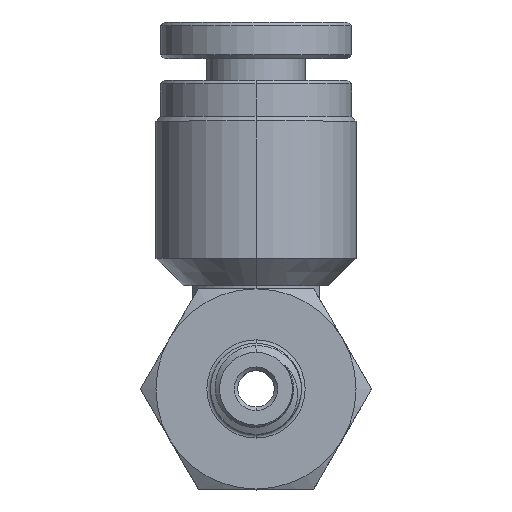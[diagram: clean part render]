
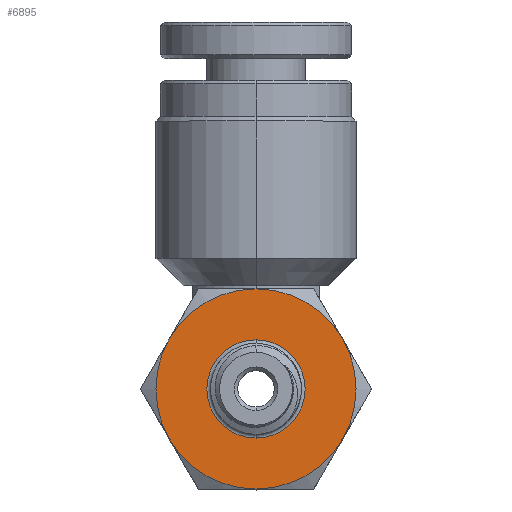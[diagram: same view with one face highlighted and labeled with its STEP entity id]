
A CAD part, top view. The second image highlights one B-rep face of the part: STEP entity #6895.
In plain terms, the highlighted planar face has unit normal (0, 0, 1).
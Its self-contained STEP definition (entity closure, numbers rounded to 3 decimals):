
#490 = VERTEX_POINT ( 'NONE', #7401 ) ;
#1590 = EDGE_CURVE ( 'NONE', #7124, #17222, #22701, .T. ) ;
#1879 = EDGE_LOOP ( 'NONE', ( #33173, #8417, #7091, #15938, #15435, #19383 ) ) ;
#2427 = PLANE ( 'NONE',  #8253 ) ;
#2595 = CARTESIAN_POINT ( 'NONE',  ( 4.763, 2.75, 10.76 ) ) ;
#2605 = AXIS2_PLACEMENT_3D ( 'NONE', #13528, #31572, #16154 ) ;
#3113 = EDGE_CURVE ( 'NONE', #490, #9730, #28753, .T. ) ;
#3739 = CIRCLE ( 'NONE', #25960, 5.5 ) ;
#3895 = VERTEX_POINT ( 'NONE', #21891 ) ;
#3975 = DIRECTION ( 'NONE',  ( 0., 0., -1. ) ) ;
#4648 = DIRECTION ( 'NONE',  ( 0., 0., -1. ) ) ;
#5011 = DIRECTION ( 'NONE',  ( 0., 0., -1. ) ) ;
#5095 = EDGE_LOOP ( 'NONE', ( #27178, #7754 ) ) ;
#6429 = CARTESIAN_POINT ( 'NONE',  ( 0., 2.7, 10.76 ) ) ;
#6895 = ADVANCED_FACE ( 'NONE', ( #12075, #19008 ), #2427, .F. ) ;
#7091 = ORIENTED_EDGE ( 'NONE', *, *, #11357, .F. ) ;
#7124 = VERTEX_POINT ( 'NONE', #29435 ) ;
#7401 = CARTESIAN_POINT ( 'NONE',  ( 0., 5.5, 10.76 ) ) ;
#7754 = ORIENTED_EDGE ( 'NONE', *, *, #1590, .T. ) ;
#7875 = CARTESIAN_POINT ( 'NONE',  ( 0., 0., 10.76 ) ) ;
#8253 = AXIS2_PLACEMENT_3D ( 'NONE', #31126, #15691, #33722 ) ;
#8417 = ORIENTED_EDGE ( 'NONE', *, *, #25052, .F. ) ;
#9284 = DIRECTION ( 'NONE',  ( 0., 0., -1. ) ) ;
#9730 = VERTEX_POINT ( 'NONE', #2595 ) ;
#9891 = CIRCLE ( 'NONE', #24766, 2.7 ) ;
#10486 = DIRECTION ( 'NONE',  ( 0., 0., 1. ) ) ;
#10512 = DIRECTION ( 'NONE',  ( 0., 1., 0. ) ) ;
#10992 = EDGE_CURVE ( 'NONE', #9730, #13984, #31321, .T. ) ;
#11357 = EDGE_CURVE ( 'NONE', #20105, #3895, #18784, .T. ) ;
#12075 = FACE_BOUND ( 'NONE', #5095, .T. ) ;
#12886 = CIRCLE ( 'NONE', #2605, 5.5 ) ;
#13528 = CARTESIAN_POINT ( 'NONE',  ( 0., 0., 10.76 ) ) ;
#13984 = VERTEX_POINT ( 'NONE', #28078 ) ;
#14054 = CARTESIAN_POINT ( 'NONE',  ( 0., 0., 10.76 ) ) ;
#15252 = EDGE_CURVE ( 'NONE', #17222, #7124, #9891, .T. ) ;
#15431 = AXIS2_PLACEMENT_3D ( 'NONE', #20373, #4648, #22962 ) ;
#15435 = ORIENTED_EDGE ( 'NONE', *, *, #17771, .T. ) ;
#15593 = AXIS2_PLACEMENT_3D ( 'NONE', #24903, #9284, #27468 ) ;
#15691 = DIRECTION ( 'NONE',  ( 0., 0., -1. ) ) ;
#15786 = AXIS2_PLACEMENT_3D ( 'NONE', #19696, #3975, #22289 ) ;
#15938 = ORIENTED_EDGE ( 'NONE', *, *, #31346, .F. ) ;
#16154 = DIRECTION ( 'NONE',  ( 0., 1., 0. ) ) ;
#16655 = DIRECTION ( 'NONE',  ( 0., 1., 0. ) ) ;
#17222 = VERTEX_POINT ( 'NONE', #6429 ) ;
#17771 = EDGE_CURVE ( 'NONE', #29071, #13984, #3739, .T. ) ;
#18784 = CIRCLE ( 'NONE', #27156, 5.5 ) ;
#18997 = CARTESIAN_POINT ( 'NONE',  ( 0., -5.5, 10.76 ) ) ;
#19008 = FACE_OUTER_BOUND ( 'NONE', #1879, .T. ) ;
#19383 = ORIENTED_EDGE ( 'NONE', *, *, #10992, .F. ) ;
#19696 = CARTESIAN_POINT ( 'NONE',  ( 0., 0., 10.76 ) ) ;
#20105 = VERTEX_POINT ( 'NONE', #28324 ) ;
#20373 = CARTESIAN_POINT ( 'NONE',  ( 0., 0., 10.76 ) ) ;
#20726 = CARTESIAN_POINT ( 'NONE',  ( 0., 0., 10.76 ) ) ;
#21891 = CARTESIAN_POINT ( 'NONE',  ( -4.763, 2.75, 10.76 ) ) ;
#22289 = DIRECTION ( 'NONE',  ( 0., 1., 0. ) ) ;
#22701 = CIRCLE ( 'NONE', #15593, 2.7 ) ;
#22962 = DIRECTION ( 'NONE',  ( 0., 1., 0. ) ) ;
#23311 = DIRECTION ( 'NONE',  ( 0., 1., 0. ) ) ;
#24639 = CIRCLE ( 'NONE', #15786, 5.5 ) ;
#24766 = AXIS2_PLACEMENT_3D ( 'NONE', #7875, #26092, #10512 ) ;
#24903 = CARTESIAN_POINT ( 'NONE',  ( 0., 0., 10.76 ) ) ;
#25052 = EDGE_CURVE ( 'NONE', #3895, #490, #24639, .T. ) ;
#25960 = AXIS2_PLACEMENT_3D ( 'NONE', #26072, #10486, #28641 ) ;
#26072 = CARTESIAN_POINT ( 'NONE',  ( 0., 0., 10.76 ) ) ;
#26092 = DIRECTION ( 'NONE',  ( 0., 0., -1. ) ) ;
#27156 = AXIS2_PLACEMENT_3D ( 'NONE', #20726, #5011, #23311 ) ;
#27178 = ORIENTED_EDGE ( 'NONE', *, *, #15252, .T. ) ;
#27468 = DIRECTION ( 'NONE',  ( 0., 1., 0. ) ) ;
#28078 = CARTESIAN_POINT ( 'NONE',  ( 4.763, -2.75, 10.76 ) ) ;
#28324 = CARTESIAN_POINT ( 'NONE',  ( -4.763, -2.75, 10.76 ) ) ;
#28441 = AXIS2_PLACEMENT_3D ( 'NONE', #14054, #32090, #16655 ) ;
#28641 = DIRECTION ( 'NONE',  ( 0., -1., 0. ) ) ;
#28753 = CIRCLE ( 'NONE', #15431, 5.5 ) ;
#29071 = VERTEX_POINT ( 'NONE', #18997 ) ;
#29435 = CARTESIAN_POINT ( 'NONE',  ( 0., -2.7, 10.76 ) ) ;
#31126 = CARTESIAN_POINT ( 'NONE',  ( 0., 0., 10.76 ) ) ;
#31321 = CIRCLE ( 'NONE', #28441, 5.5 ) ;
#31346 = EDGE_CURVE ( 'NONE', #29071, #20105, #12886, .T. ) ;
#31572 = DIRECTION ( 'NONE',  ( 0., 0., -1. ) ) ;
#32090 = DIRECTION ( 'NONE',  ( 0., 0., -1. ) ) ;
#33173 = ORIENTED_EDGE ( 'NONE', *, *, #3113, .F. ) ;
#33722 = DIRECTION ( 'NONE',  ( 0., 1., 0. ) ) ;
